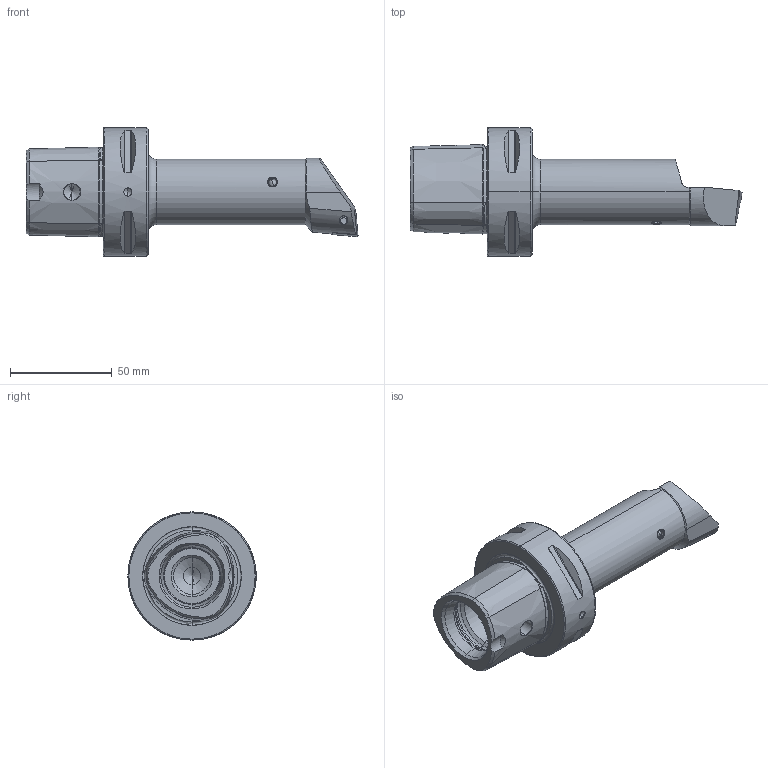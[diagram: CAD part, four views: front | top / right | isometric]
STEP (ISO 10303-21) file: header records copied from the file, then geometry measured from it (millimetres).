
FILE_DESCRIPTION (( 'STEP AP214' ), '1' );
FILE_NAME ('PS6.BCC.RLB.125.STEP', '2020-09-16T08:38:50', ( '' ), ( '' ), 'SwSTEP 2.0', 'SolidWorks 2017', '' );
FILE_SCHEMA (( 'AUTOMOTIVE_DESIGN' ));
Length unit declared in the file: millimetre
Products named in the file (5): KVT_MB_600_050; WCC-ER2.001.010_A; PS6-BCC.RLB.125_A; PS6.BCC.RLB.125; CCMT120404
Assembly tree (4 placements, depth 2):
  PS6.BCC.RLB.125
    PS6-BCC.RLB.125_A
    CCMT120404
    WCC-ER2.001.010_A
    KVT_MB_600_050
Bounding box: 162.96 x 63 x 63 mm (x, y, z)
Volume: 161574.4 mm3; surface area: 32515.8 mm2
Topology: 5 solids, 5 shells, 276 faces, 668 edges, 391 vertices
Faces by surface type: cone 99, cylinder 74, plane 49, torus 40, bspline 12, sphere 2
Entity records: 9139 total; most frequent: CARTESIAN_POINT 2747, DIRECTION 1289, ORIENTED_EDGE 1286, EDGE_CURVE 643, AXIS2_PLACEMENT_3D 526, VERTEX_POINT 388, EDGE_LOOP 297, ADVANCED_FACE 276
